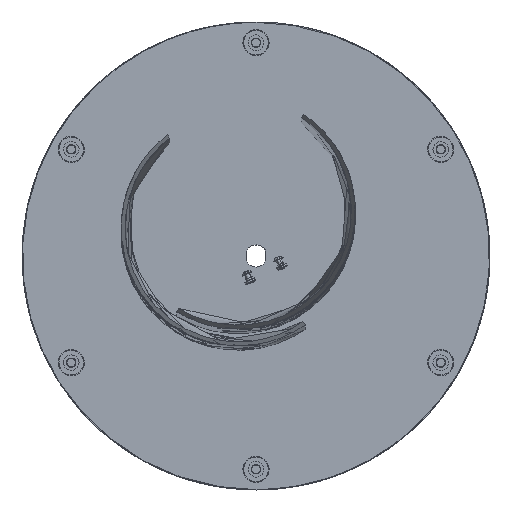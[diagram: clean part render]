
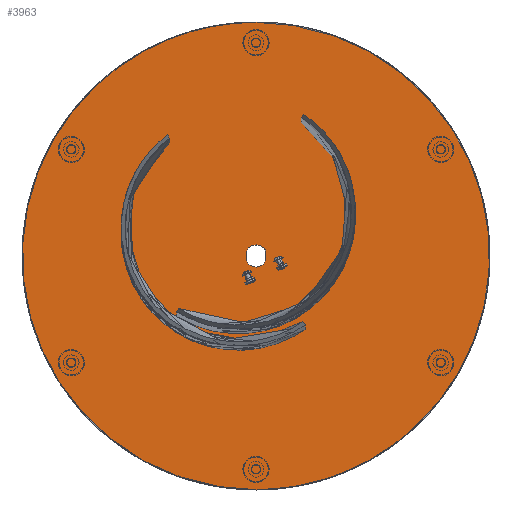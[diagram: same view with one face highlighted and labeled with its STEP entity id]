
A CAD part, top view. The second image highlights one B-rep face of the part: STEP entity #3963.
In plain terms, the highlighted planar face has unit normal (0, 0, 1).
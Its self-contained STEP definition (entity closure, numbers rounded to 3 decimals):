
#694 = CARTESIAN_POINT ( 'NONE',  ( 6.35, -183.218, 85.338 ) ) ;
#727 = EDGE_CURVE ( 'NONE', #41149, #24800, #1785, .T. ) ;
#1430 = CARTESIAN_POINT ( 'NONE',  ( -6.35, -183.218, 85.338 ) ) ;
#1783 = VERTEX_POINT ( 'NONE', #11893 ) ;
#1785 =( BOUNDED_CURVE ( )  B_SPLINE_CURVE ( 2, ( #23270, #45730, #694 ),
 .UNSPECIFIED., .F., .F. ) 
 B_SPLINE_CURVE_WITH_KNOTS ( ( 3, 3 ),
 ( -2.107, -1. ),
 .UNSPECIFIED. ) 
 CURVE ( )  GEOMETRIC_REPRESENTATION_ITEM ( )  RATIONAL_B_SPLINE_CURVE ( ( 1., 0.851, 1. ) ) 
 REPRESENTATION_ITEM ( '' )  );
#2729 = CARTESIAN_POINT ( 'NONE',  ( 0., -330.605, 85.338 ) ) ;
#2864 = VERTEX_POINT ( 'NONE', #2729 ) ;
#3007 = CARTESIAN_POINT ( 'NONE',  ( -4.387, -187.142, 85.338 ) ) ;
#3226 = EDGE_CURVE ( 'NONE', #41149, #43406, #20190, .T. ) ;
#3540 = CARTESIAN_POINT ( 'NONE',  ( 0., -187.142, 85.338 ) ) ;
#3963 = ADVANCED_FACE ( 'NONE', ( #41999, #13200 ), #22989, .T. ) ;
#4250 = DIRECTION ( 'NONE',  ( 1., 0., 0. ) ) ;
#4651 = EDGE_CURVE ( 'NONE', #1783, #24800, #9832, .T. ) ;
#5425 = CARTESIAN_POINT ( 'NONE',  ( -6.35, -176.866, 85.338 ) ) ;
#6146 = ORIENTED_EDGE ( 'NONE', *, *, #3226, .T. ) ;
#7136 = EDGE_LOOP ( 'NONE', ( #19227, #13316 ) ) ;
#7449 = VERTEX_POINT ( 'NONE', #30178 ) ;
#7626 = CARTESIAN_POINT ( 'NONE',  ( -301.125, -330.605, 85.338 ) ) ;
#7862 = CARTESIAN_POINT ( 'NONE',  ( 0., -29.48, 85.338 ) ) ;
#7962 = ORIENTED_EDGE ( 'NONE', *, *, #11807, .T. ) ;
#8426 = ORIENTED_EDGE ( 'NONE', *, *, #727, .F. ) ;
#8706 = CARTESIAN_POINT ( 'NONE',  ( 0., -29.48, 85.338 ) ) ;
#9208 = CARTESIAN_POINT ( 'NONE',  ( -4.387, -172.942, 85.338 ) ) ;
#9832 = B_SPLINE_CURVE_WITH_KNOTS ( 'NONE', 1,
 ( #32920, #10398 ),
 .UNSPECIFIED., .F., .F.,
 ( 2, 2 ),
 ( -1., 0. ),
 .UNSPECIFIED. ) ;
#10398 = CARTESIAN_POINT ( 'NONE',  ( 6.35, -183.218, 85.338 ) ) ;
#11807 = EDGE_CURVE ( 'NONE', #7449, #1783, #41803, .T. ) ;
#11893 = CARTESIAN_POINT ( 'NONE',  ( 6.35, -176.866, 85.338 ) ) ;
#12995 = CARTESIAN_POINT ( 'NONE',  ( 4.387, -172.942, 85.338 ) ) ;
#13200 = FACE_BOUND ( 'NONE', #46327, .T. ) ;
#13316 = ORIENTED_EDGE ( 'NONE', *, *, #43818, .F. ) ;
#15221 = CARTESIAN_POINT ( 'NONE',  ( -301.125, -29.48, 85.338 ) ) ;
#16276 = CARTESIAN_POINT ( 'NONE',  ( 0., -330.605, 85.338 ) ) ;
#19227 = ORIENTED_EDGE ( 'NONE', *, *, #35546, .F. ) ;
#19311 = VERTEX_POINT ( 'NONE', #7862 ) ;
#20190 =( BOUNDED_CURVE ( )  B_SPLINE_CURVE ( 2, ( #22052, #3007, #29620 ),
 .UNSPECIFIED., .F., .F. ) 
 B_SPLINE_CURVE_WITH_KNOTS ( ( 3, 3 ),
 ( 0., 1.107 ),
 .UNSPECIFIED. ) 
 CURVE ( )  GEOMETRIC_REPRESENTATION_ITEM ( )  RATIONAL_B_SPLINE_CURVE ( ( 1., 0.851, 1. ) ) 
 REPRESENTATION_ITEM ( '' )  );
#22052 = CARTESIAN_POINT ( 'NONE',  ( 0., -187.142, 85.338 ) ) ;
#22989 = PLANE ( 'NONE',  #29905 ) ;
#22990 =( BOUNDED_CURVE ( )  B_SPLINE_CURVE ( 3, ( #26352, #7626, #15221, #41499 ),
 .UNSPECIFIED., .F., .F. ) 
 B_SPLINE_CURVE_WITH_KNOTS ( ( 4, 4 ),
 ( 0., 1. ),
 .UNSPECIFIED. ) 
 CURVE ( )  GEOMETRIC_REPRESENTATION_ITEM ( )  RATIONAL_B_SPLINE_CURVE ( ( 1., 0.333, 0.333, 1. ) ) 
 REPRESENTATION_ITEM ( '' )  );
#23270 = CARTESIAN_POINT ( 'NONE',  ( 0., -187.142, 85.338 ) ) ;
#23815 = EDGE_CURVE ( 'NONE', #7449, #43406, #38301, .T. ) ;
#24800 = VERTEX_POINT ( 'NONE', #41786 ) ;
#25152 = ORIENTED_EDGE ( 'NONE', *, *, #23815, .F. ) ;
#25351 =( BOUNDED_CURVE ( )  B_SPLINE_CURVE ( 3, ( #8706, #31096, #38759, #16276 ),
 .UNSPECIFIED., .F., .F. ) 
 B_SPLINE_CURVE_WITH_KNOTS ( ( 4, 4 ),
 ( 0., 1. ),
 .UNSPECIFIED. ) 
 CURVE ( )  GEOMETRIC_REPRESENTATION_ITEM ( )  RATIONAL_B_SPLINE_CURVE ( ( 1., 0.333, 0.333, 1. ) ) 
 REPRESENTATION_ITEM ( '' )  );
#26352 = CARTESIAN_POINT ( 'NONE',  ( 0., -330.605, 85.338 ) ) ;
#26554 = CARTESIAN_POINT ( 'NONE',  ( -152.369, -332.411, 85.338 ) ) ;
#26714 = DIRECTION ( 'NONE',  ( 0., 0., 1. ) ) ;
#27735 = CARTESIAN_POINT ( 'NONE',  ( -6.35, -176.866, 85.338 ) ) ;
#29620 = CARTESIAN_POINT ( 'NONE',  ( -6.35, -183.218, 85.338 ) ) ;
#29905 = AXIS2_PLACEMENT_3D ( 'NONE', #26554, #26714, #4250 ) ;
#30178 = CARTESIAN_POINT ( 'NONE',  ( -6.35, -176.866, 85.338 ) ) ;
#31096 = CARTESIAN_POINT ( 'NONE',  ( 301.125, -29.48, 85.338 ) ) ;
#32920 = CARTESIAN_POINT ( 'NONE',  ( 6.35, -176.866, 85.338 ) ) ;
#33520 = ORIENTED_EDGE ( 'NONE', *, *, #4651, .T. ) ;
#35475 = CARTESIAN_POINT ( 'NONE',  ( 0., -172.942, 85.338 ) ) ;
#35546 = EDGE_CURVE ( 'NONE', #19311, #2864, #25351, .T. ) ;
#38301 = B_SPLINE_CURVE_WITH_KNOTS ( 'NONE', 1,
 ( #27735, #1430 ),
 .UNSPECIFIED., .F., .F.,
 ( 2, 2 ),
 ( -1., 0. ),
 .UNSPECIFIED. ) ;
#38759 = CARTESIAN_POINT ( 'NONE',  ( 301.125, -330.605, 85.338 ) ) ;
#39262 = CARTESIAN_POINT ( 'NONE',  ( 6.35, -176.866, 85.338 ) ) ;
#41149 = VERTEX_POINT ( 'NONE', #3540 ) ;
#41499 = CARTESIAN_POINT ( 'NONE',  ( 0., -29.48, 85.338 ) ) ;
#41786 = CARTESIAN_POINT ( 'NONE',  ( 6.35, -183.218, 85.338 ) ) ;
#41803 =( BOUNDED_CURVE ( )  B_SPLINE_CURVE ( 2, ( #5425, #9208, #35475, #12995, #39262 ),
 .UNSPECIFIED., .F., .F. ) 
 B_SPLINE_CURVE_WITH_KNOTS ( ( 3, 2, 3 ),
 ( 3.214, 4.321, 5.428 ),
 .UNSPECIFIED. ) 
 CURVE ( )  GEOMETRIC_REPRESENTATION_ITEM ( )  RATIONAL_B_SPLINE_CURVE ( ( 1., 0.851, 1., 0.851, 1. ) ) 
 REPRESENTATION_ITEM ( '' )  );
#41999 = FACE_OUTER_BOUND ( 'NONE', #7136, .T. ) ;
#43406 = VERTEX_POINT ( 'NONE', #48445 ) ;
#43818 = EDGE_CURVE ( 'NONE', #2864, #19311, #22990, .T. ) ;
#45730 = CARTESIAN_POINT ( 'NONE',  ( 4.387, -187.142, 85.338 ) ) ;
#46327 = EDGE_LOOP ( 'NONE', ( #33520, #8426, #6146, #25152, #7962 ) ) ;
#48445 = CARTESIAN_POINT ( 'NONE',  ( -6.35, -183.218, 85.338 ) ) ;
